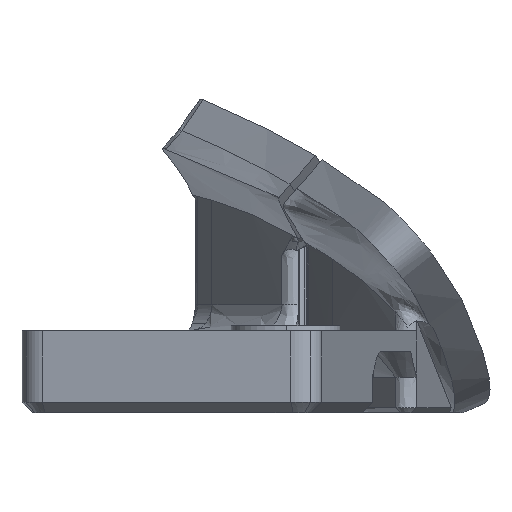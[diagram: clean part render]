
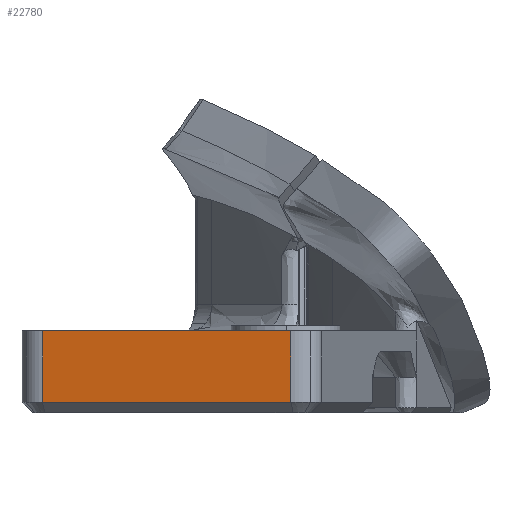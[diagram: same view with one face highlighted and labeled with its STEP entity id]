
A CAD part, left-side view. The second image highlights one B-rep face of the part: STEP entity #22780.
In plain terms, the highlighted planar face has unit normal (-0.98, 0.199, 0).
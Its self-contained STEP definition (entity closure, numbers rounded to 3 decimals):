
#2028 = EDGE_CURVE ( 'NONE', #27424, #13904, #2614, .T. ) ;
#2117 = LINE ( 'NONE', #2335, #24009 ) ;
#2335 = CARTESIAN_POINT ( 'NONE',  ( -34.133, -30.706, 7.029 ) ) ;
#2614 = LINE ( 'NONE', #16431, #20759 ) ;
#3284 = AXIS2_PLACEMENT_3D ( 'NONE', #12953, #9520, #40717 ) ;
#7473 = ORIENTED_EDGE ( 'NONE', *, *, #37316, .F. ) ;
#8836 = LINE ( 'NONE', #36377, #20956 ) ;
#9520 = DIRECTION ( 'NONE',  ( -0.98, 0.198, 0. ) ) ;
#10178 = VECTOR ( 'NONE', #28244, 1000. ) ;
#12953 = CARTESIAN_POINT ( 'NONE',  ( -35.31, -36.516, 11. ) ) ;
#13904 = VERTEX_POINT ( 'NONE', #19396 ) ;
#14273 = DIRECTION ( 'NONE',  ( 0.198, 0.98, 0. ) ) ;
#16144 = VERTEX_POINT ( 'NONE', #35800 ) ;
#16431 = CARTESIAN_POINT ( 'NONE',  ( -31.777, -19.076, 12.6 ) ) ;
#17940 = CARTESIAN_POINT ( 'NONE',  ( -34.912, -34.555, 7.029 ) ) ;
#18506 = ORIENTED_EDGE ( 'NONE', *, *, #25701, .F. ) ;
#19396 = CARTESIAN_POINT ( 'NONE',  ( -31.007, -15.27, 12.6 ) ) ;
#20759 = VECTOR ( 'NONE', #14273, 1000. ) ;
#20956 = VECTOR ( 'NONE', #33607, 1000. ) ;
#21388 = CARTESIAN_POINT ( 'NONE',  ( -34.912, -34.555, 12.6 ) ) ;
#22780 = ADVANCED_FACE ( 'NONE', ( #23990 ), #30184, .T. ) ;
#22807 = ORIENTED_EDGE ( 'NONE', *, *, #2028, .T. ) ;
#23990 = FACE_OUTER_BOUND ( 'NONE', #26415, .T. ) ;
#24009 = VECTOR ( 'NONE', #30135, 1000. ) ;
#25150 = VERTEX_POINT ( 'NONE', #17940 ) ;
#25701 = EDGE_CURVE ( 'NONE', #27424, #25150, #8836, .T. ) ;
#26415 = EDGE_LOOP ( 'NONE', ( #7473, #18506, #22807, #28868 ) ) ;
#27424 = VERTEX_POINT ( 'NONE', #21388 ) ;
#28244 = DIRECTION ( 'NONE',  ( 0., 0., 1. ) ) ;
#28868 = ORIENTED_EDGE ( 'NONE', *, *, #34140, .F. ) ;
#30135 = DIRECTION ( 'NONE',  ( 0.198, 0.98, 0. ) ) ;
#30184 = PLANE ( 'NONE',  #3284 ) ;
#33607 = DIRECTION ( 'NONE',  ( 0., 0., -1. ) ) ;
#34140 = EDGE_CURVE ( 'NONE', #16144, #13904, #41758, .T. ) ;
#35800 = CARTESIAN_POINT ( 'NONE',  ( -31.007, -15.27, 7.029 ) ) ;
#36377 = CARTESIAN_POINT ( 'NONE',  ( -34.912, -34.555, 11.4 ) ) ;
#37316 = EDGE_CURVE ( 'NONE', #25150, #16144, #2117, .T. ) ;
#40717 = DIRECTION ( 'NONE',  ( 0., 0., 1. ) ) ;
#41529 = CARTESIAN_POINT ( 'NONE',  ( -31.007, -15.27, 11.4 ) ) ;
#41758 = LINE ( 'NONE', #41529, #10178 ) ;
